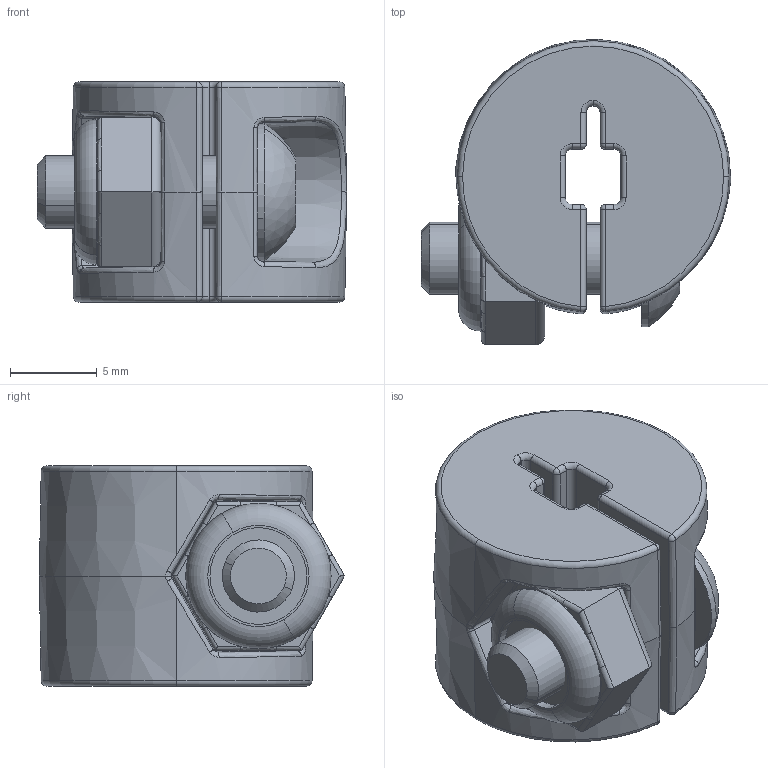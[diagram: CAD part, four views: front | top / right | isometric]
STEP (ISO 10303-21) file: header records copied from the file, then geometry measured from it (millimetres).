
FILE_DESCRIPTION (( 'STEP AP203' ), '1' );
FILE_NAME ('276-3891-000 Rev2.STEP', '2014-04-02T18:32:11', ( '' ), ( '' ), 'SwSTEP 2.0', 'SolidWorks 2013', '' );
FILE_SCHEMA (( 'CONFIG_CONTROL_DESIGN' ));
Length unit declared in the file: millimetre
Products named in the file (4): 276-3891-001 Rev1; 276-1027-001; 276-1004-001_SBS0832-0500SS; 276-3891-000 Rev2
Assembly tree (3 placements, depth 2):
  276-3891-000 Rev2
    276-3891-001 Rev1
    276-1027-001
    276-1004-001_SBS0832-0500SS
Bounding box: 17.85 x 17.6 x 12.7 mm (x, y, z)
Volume: 2320.2 mm3; surface area: 1997.3 mm2
Topology: 3 solids, 3 shells, 203 faces, 459 edges, 255 vertices
Faces by surface type: cylinder 73, plane 51, bspline 30, torus 21, sphere 17, cone 11
Entity records: 6694 total; most frequent: CARTESIAN_POINT 1965, DIRECTION 936, ORIENTED_EDGE 898, EDGE_CURVE 449, AXIS2_PLACEMENT_3D 382, VERTEX_POINT 255, EDGE_LOOP 212, ADVANCED_FACE 203
